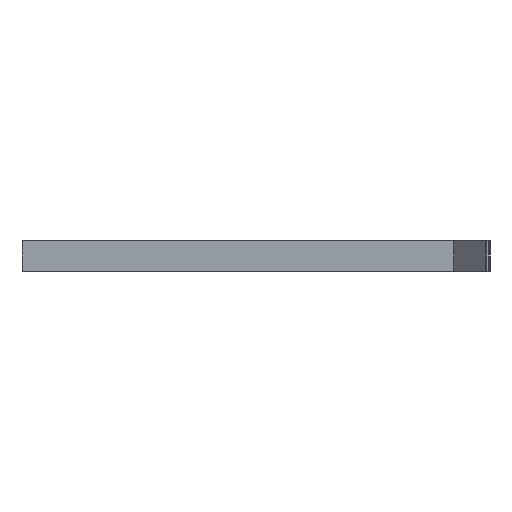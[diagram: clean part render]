
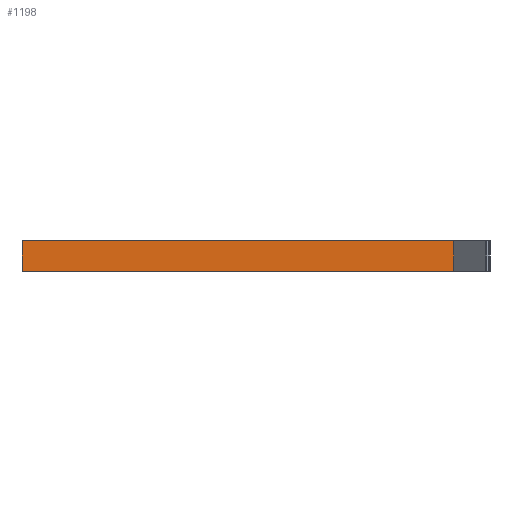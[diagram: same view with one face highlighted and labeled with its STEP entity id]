
A CAD part, front view. The second image highlights one B-rep face of the part: STEP entity #1198.
In plain terms, the highlighted planar face has unit normal (0, -1, 0).
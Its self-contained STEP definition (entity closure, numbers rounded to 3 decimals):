
#89 = EDGE_CURVE ( 'NONE', #2395, #573, #967, .T. ) ;
#91 = LINE ( 'NONE', #1006, #454 ) ;
#169 = CARTESIAN_POINT ( 'NONE',  ( 231.73, -3.024, 12. ) ) ;
#180 = VECTOR ( 'NONE', #1850, 1000. ) ;
#231 = CARTESIAN_POINT ( 'NONE',  ( 0., -3.024, 12. ) ) ;
#298 = CARTESIAN_POINT ( 'NONE',  ( 0., -3.024, 0. ) ) ;
#409 = VECTOR ( 'NONE', #595, 1000. ) ;
#454 = VECTOR ( 'NONE', #2776, 1000. ) ;
#508 = ORIENTED_EDGE ( 'NONE', *, *, #89, .T. ) ;
#573 = VERTEX_POINT ( 'NONE', #2520 ) ;
#577 = EDGE_CURVE ( 'NONE', #2384, #2395, #2071, .T. ) ;
#595 = DIRECTION ( 'NONE',  ( 0., 0., -1. ) ) ;
#639 = PLANE ( 'NONE',  #1229 ) ;
#752 = DIRECTION ( 'NONE',  ( 0., 0., -1. ) ) ;
#870 = FACE_OUTER_BOUND ( 'NONE', #1844, .T. ) ;
#898 = DIRECTION ( 'NONE',  ( 0., 1., 0. ) ) ;
#967 = LINE ( 'NONE', #298, #180 ) ;
#991 = CARTESIAN_POINT ( 'NONE',  ( 63.543, -3.024, 0. ) ) ;
#1006 = CARTESIAN_POINT ( 'NONE',  ( 0., -3.024, 12. ) ) ;
#1198 = ADVANCED_FACE ( 'NONE', ( #870 ), #639, .F. ) ;
#1229 = AXIS2_PLACEMENT_3D ( 'NONE', #231, #898, #2000 ) ;
#1289 = LINE ( 'NONE', #169, #409 ) ;
#1844 = EDGE_LOOP ( 'NONE', ( #508, #2183, #2465, #2548 ) ) ;
#1850 = DIRECTION ( 'NONE',  ( 1., 0., 0. ) ) ;
#1901 = CARTESIAN_POINT ( 'NONE',  ( 63.543, -3.024, 12. ) ) ;
#2000 = DIRECTION ( 'NONE',  ( 0., 0., 1. ) ) ;
#2027 = VECTOR ( 'NONE', #752, 1000. ) ;
#2053 = CARTESIAN_POINT ( 'NONE',  ( 63.543, -3.024, 12. ) ) ;
#2071 = LINE ( 'NONE', #2053, #2027 ) ;
#2183 = ORIENTED_EDGE ( 'NONE', *, *, #2418, .F. ) ;
#2337 = VERTEX_POINT ( 'NONE', #2791 ) ;
#2361 = EDGE_CURVE ( 'NONE', #2384, #2337, #91, .T. ) ;
#2384 = VERTEX_POINT ( 'NONE', #1901 ) ;
#2395 = VERTEX_POINT ( 'NONE', #991 ) ;
#2418 = EDGE_CURVE ( 'NONE', #2337, #573, #1289, .T. ) ;
#2465 = ORIENTED_EDGE ( 'NONE', *, *, #2361, .F. ) ;
#2520 = CARTESIAN_POINT ( 'NONE',  ( 231.73, -3.024, 0. ) ) ;
#2548 = ORIENTED_EDGE ( 'NONE', *, *, #577, .T. ) ;
#2776 = DIRECTION ( 'NONE',  ( 1., 0., 0. ) ) ;
#2791 = CARTESIAN_POINT ( 'NONE',  ( 231.73, -3.024, 12. ) ) ;
